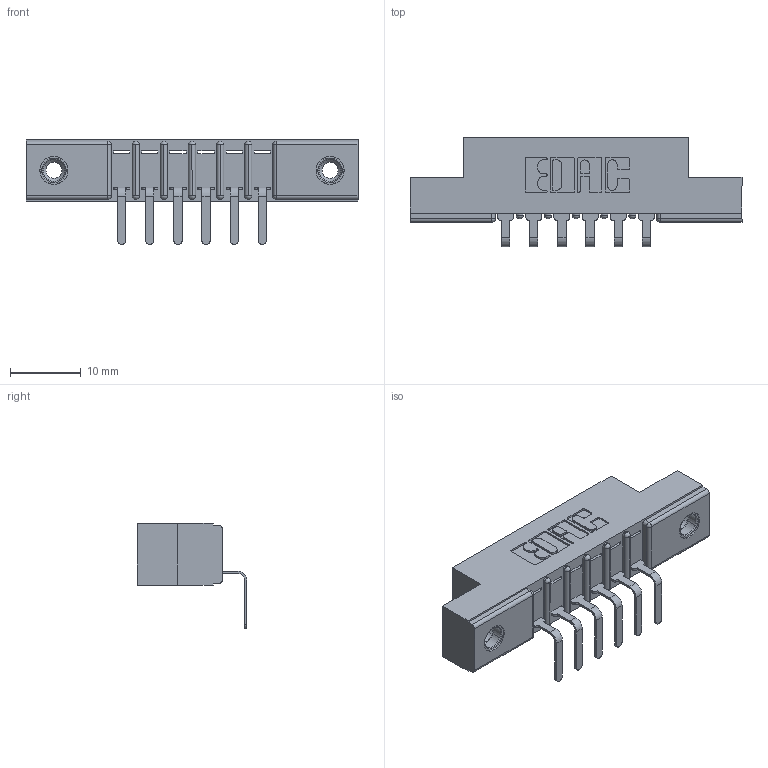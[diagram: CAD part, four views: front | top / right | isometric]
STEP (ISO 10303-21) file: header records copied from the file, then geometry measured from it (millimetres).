
FILE_DESCRIPTION (( 'STEP AP203' ), '1' );
FILE_NAME ('307-006-559-108.STEP', '2019-09-04T15:28:38', ( '' ), ( '' ), 'SwSTEP 2.0', 'SolidWorks 2016', '' );
FILE_SCHEMA (( 'CONFIG_CONTROL_DESIGN' ));
Length unit declared in the file: inch
Products named in the file (4): 345-250-001_345-250-003-102; 307 Part_.156 Dia Mounting Holes; 307-290-001_558 559 - 1 (Single); 307-006-559-108
Assembly tree (9 placements, depth 2):
  307-006-559-108
    307 Part_.156 Dia Mounting Holes
    307-290-001_558 559 - 1 (Single)  x6
    345-250-001_345-250-003-102  x2
Bounding box: 46.79 x 15.46 x 14.81 mm (x, y, z)
Volume: 2994.6 mm3; surface area: 4107.8 mm2
Topology: 9 solids, 9 shells, 545 faces, 1503 edges, 966 vertices
Faces by surface type: plane 336, cylinder 179, sphere 14, cone 12, torus 4
Entity records: 10871 total; most frequent: CARTESIAN_POINT 1799, DIRECTION 1781, ORIENTED_EDGE 1778, EDGE_CURVE 889, VECTOR 665, LINE 665, VERTEX_POINT 576, AXIS2_PLACEMENT_3D 558
